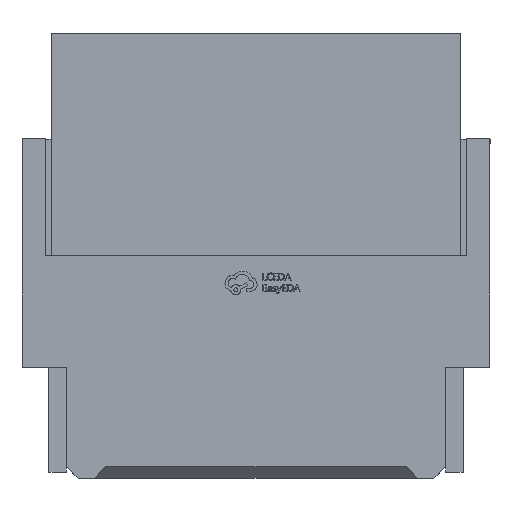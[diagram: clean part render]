
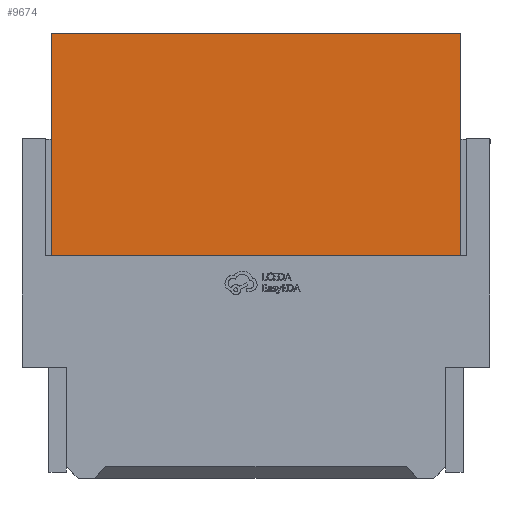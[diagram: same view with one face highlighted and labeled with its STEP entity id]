
A CAD part, top view. The second image highlights one B-rep face of the part: STEP entity #9674.
In plain terms, the highlighted planar face has unit normal (0, 0, 1).
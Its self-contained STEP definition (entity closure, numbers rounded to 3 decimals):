
#522 = EDGE_LOOP ( 'NONE', ( #15431, #3447, #19341, #13848 ) ) ;
#527 = EDGE_CURVE ( 'NONE', #16815, #9137, #3384, .T. ) ;
#569 = VECTOR ( 'NONE', #9621, 1000. ) ;
#1365 = DIRECTION ( 'NONE',  ( 0., -1., 0. ) ) ;
#2122 = PLANE ( 'NONE',  #11001 ) ;
#2850 = CARTESIAN_POINT ( 'NONE',  ( -1.75, 2.35, 0.9 ) ) ;
#3384 = LINE ( 'NONE', #20125, #569 ) ;
#3447 = ORIENTED_EDGE ( 'NONE', *, *, #6122, .F. ) ;
#4244 = DIRECTION ( 'NONE',  ( 0., 1., 0. ) ) ;
#4264 = CARTESIAN_POINT ( 'NONE',  ( 1.75, 2.35, 0.9 ) ) ;
#5485 = CARTESIAN_POINT ( 'NONE',  ( 1.75, 1.45, 0.9 ) ) ;
#6105 = CARTESIAN_POINT ( 'NONE',  ( 1.75, 0.45, 0.9 ) ) ;
#6122 = EDGE_CURVE ( 'NONE', #9137, #11766, #16133, .T. ) ;
#6285 = VECTOR ( 'NONE', #13580, 1000. ) ;
#6492 = VERTEX_POINT ( 'NONE', #6105 ) ;
#7299 = LINE ( 'NONE', #12209, #6285 ) ;
#8054 = VECTOR ( 'NONE', #4244, 1000. ) ;
#8669 = EDGE_CURVE ( 'NONE', #6492, #11766, #15125, .T. ) ;
#9137 = VERTEX_POINT ( 'NONE', #2850 ) ;
#9621 = DIRECTION ( 'NONE',  ( 0., 1., 0. ) ) ;
#9674 = ADVANCED_FACE ( 'NONE', ( #11394 ), #2122, .F. ) ;
#11001 = AXIS2_PLACEMENT_3D ( 'NONE', #13856, #18698, #1365 ) ;
#11394 = FACE_OUTER_BOUND ( 'NONE', #522, .T. ) ;
#11766 = VERTEX_POINT ( 'NONE', #4264 ) ;
#12209 = CARTESIAN_POINT ( 'NONE',  ( 1.75, 0.45, 0.9 ) ) ;
#12967 = VECTOR ( 'NONE', #14497, 1000. ) ;
#13045 = CARTESIAN_POINT ( 'NONE',  ( -1.75, 2.35, 0.9 ) ) ;
#13145 = CARTESIAN_POINT ( 'NONE',  ( -1.75, 0.45, 0.9 ) ) ;
#13580 = DIRECTION ( 'NONE',  ( 1., 0., 0. ) ) ;
#13848 = ORIENTED_EDGE ( 'NONE', *, *, #16682, .T. ) ;
#13856 = CARTESIAN_POINT ( 'NONE',  ( -1.75, 1.45, 0.9 ) ) ;
#14497 = DIRECTION ( 'NONE',  ( 1., 0., 0. ) ) ;
#15125 = LINE ( 'NONE', #5485, #8054 ) ;
#15431 = ORIENTED_EDGE ( 'NONE', *, *, #8669, .T. ) ;
#16133 = LINE ( 'NONE', #13045, #12967 ) ;
#16682 = EDGE_CURVE ( 'NONE', #16815, #6492, #7299, .T. ) ;
#16815 = VERTEX_POINT ( 'NONE', #13145 ) ;
#18698 = DIRECTION ( 'NONE',  ( 0., 0., -1. ) ) ;
#19341 = ORIENTED_EDGE ( 'NONE', *, *, #527, .F. ) ;
#20125 = CARTESIAN_POINT ( 'NONE',  ( -1.75, 1.45, 0.9 ) ) ;
